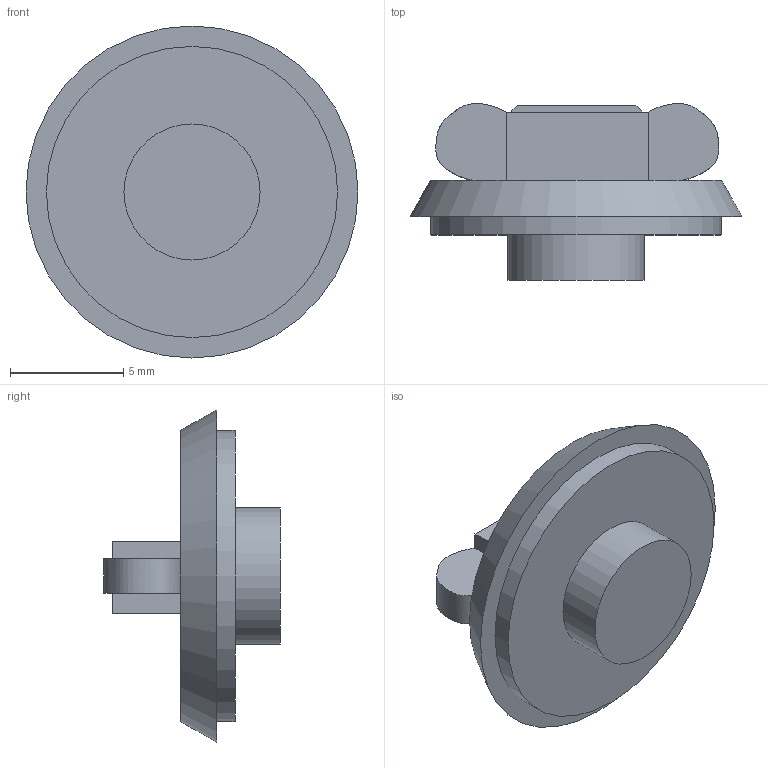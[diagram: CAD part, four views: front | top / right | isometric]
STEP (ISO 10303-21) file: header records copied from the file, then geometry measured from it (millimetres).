
FILE_DESCRIPTION(/* description */ (''),/* implementation_level */ '2;1');
FILE_NAME(/* name */ 'e181bae4-059f-11ec-a4f3-0a4d7f7b7031.step',/* time_stamp */ '2021-08-25T12:28:11+00:00',/* author */ (''),/* organization */ (''),/* preprocessor_version */ 'ST-DEVELOPER v18.1',/* originating_system */ 'Autodesk Translation Framework v10.6.0.1341',/* authorisation */ '');
FILE_SCHEMA (('AUTOMOTIVE_DESIGN { 1 0 10303 214 3 1 1 }'));
Length unit declared in the file: centimetre
Products named in the file (1): temp_body
Bounding box: 14.64 x 7.8 x 14.64 mm (x, y, z)
Volume: 486.9 mm3; surface area: 550.9 mm2
Topology: 1 solids, 1 shells, 27 faces, 59 edges, 38 vertices
Faces by surface type: plane 22, cylinder 2, bspline 2, cone 1
Full cylindrical faces by diameter (mm): 6 x1, 12.844 x1
Entity records: 1156 total; most frequent: CARTESIAN_POINT 536, ORIENTED_EDGE 118, DIRECTION 112, EDGE_CURVE 59, LINE 48, VECTOR 48, VERTEX_POINT 38, AXIS2_PLACEMENT_3D 32
